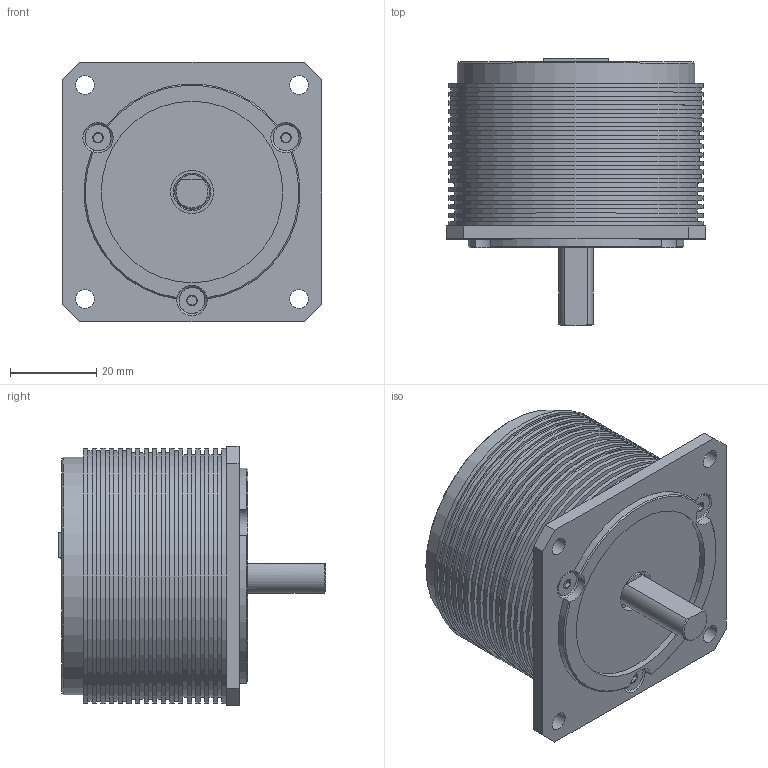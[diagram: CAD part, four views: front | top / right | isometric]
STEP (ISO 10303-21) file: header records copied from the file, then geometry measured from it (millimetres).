
FILE_DESCRIPTION (( 'STEP AP214' ), '1' );
FILE_NAME ('NURIROBOT_BB59E_3D.STEP', '2024-01-17T01:33:41', ( '821079794744' ), ( '' ), 'SwSTEP 2.0', 'SolidWorks 2018', '' );
FILE_SCHEMA (( 'AUTOMOTIVE_DESIGN' ));
Length unit declared in the file: millimetre
Products named in the file (1): NURIROBOT_BB59E_3D
Bounding box: 60 x 61.8 x 60 mm (x, y, z)
Volume: 111569.2 mm3; surface area: 22791.6 mm2
Topology: 1 solids, 4 shells, 362 faces, 796 edges, 510 vertices
Faces by surface type: plane 225, cylinder 79, cone 47, bspline 10, torus 1
Full cylindrical faces by diameter (mm): 0.7 x5, 2.5 x9, 3 x3, 4.3 x4, 6 x3, 8 x1, 10 x1, 42 x1, 55 x1, 56 x5, 57.1 x5, 58 x6, 59 x17
Entity records: 13404 total; most frequent: CARTESIAN_POINT 1960, DIRECTION 1571, ORIENTED_EDGE 1406, EDGE_CURVE 703, AXIS2_PLACEMENT_3D 585, EDGE_LOOP 507, VERTEX_POINT 486, FACE_OUTER_BOUND 424
